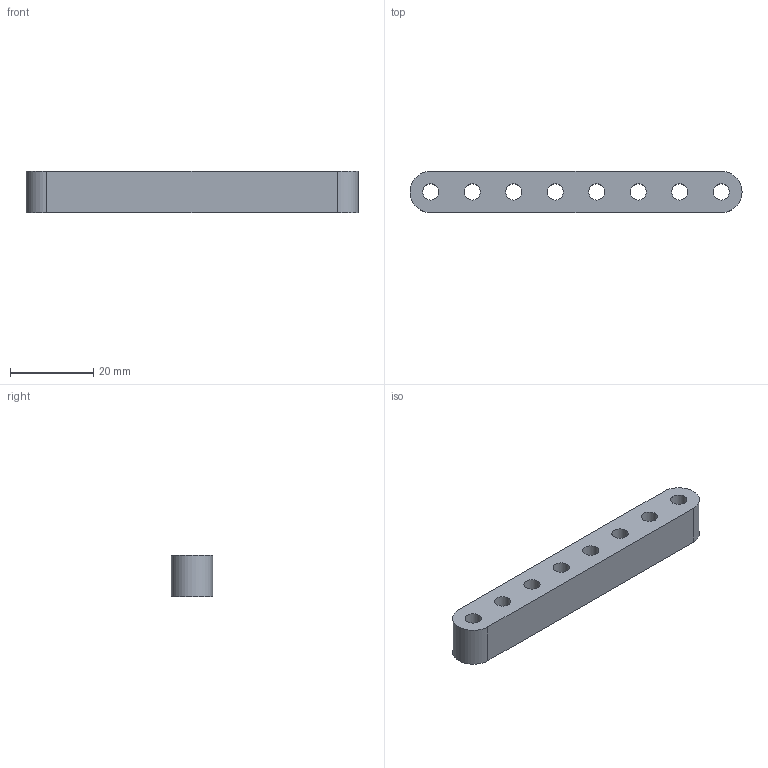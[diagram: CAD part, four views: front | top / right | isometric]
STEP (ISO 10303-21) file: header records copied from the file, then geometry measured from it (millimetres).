
FILE_DESCRIPTION(('Open CASCADE Model'),'2;1');
FILE_NAME('Open CASCADE Shape Model','2025-02-28T19:49:36',('Author'),( 'Open CASCADE'),'Open CASCADE STEP processor 7.8','Open CASCADE 7.8' ,'Unknown');
FILE_SCHEMA(('AUTOMOTIVE_DESIGN { 1 0 10303 214 1 1 1 1 }'));
Length unit declared in the file: millimetre
Products named in the file (1): Open CASCADE STEP translator 7.8 32
Bounding box: 80 x 10 x 10 mm (x, y, z)
Volume: 6829.7 mm3; surface area: 4060.3 mm2
Topology: 1 solids, 1 shells, 14 faces, 36 edges, 24 vertices
Faces by surface type: cylinder 10, plane 4
Full cylindrical faces by diameter (mm): 3.9 x8
Entity records: 950 total; most frequent: DIRECTION 158, CARTESIAN_POINT 147, ORIENTED_EDGE 72, PCURVE 72, DEFINITIONAL_REPRESENTATION 72, LINE 68, VECTOR 68, CIRCLE 40
